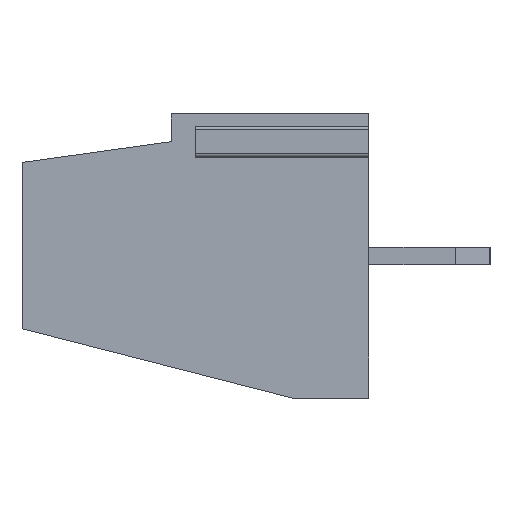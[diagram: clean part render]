
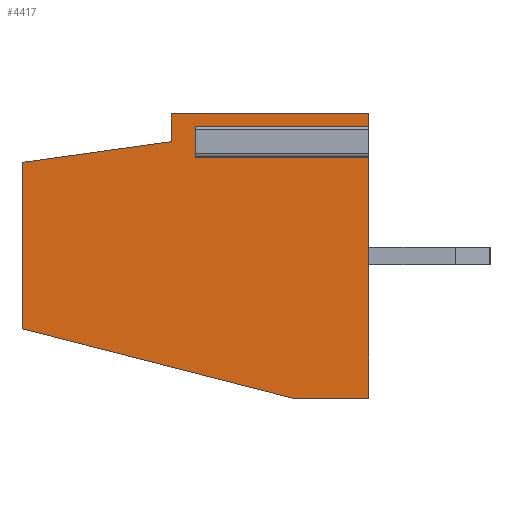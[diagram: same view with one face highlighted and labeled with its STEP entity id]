
A CAD part, left-side view. The second image highlights one B-rep face of the part: STEP entity #4417.
In plain terms, the highlighted planar face has unit normal (-1, 0, 0).
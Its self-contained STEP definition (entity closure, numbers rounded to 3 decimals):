
#72=DIRECTION('',(0.,0.,1.));
#73=VECTOR('',#72,0.85);
#74=CARTESIAN_POINT('',(-20.32,2.25,-1.225));
#75=LINE('',#74,#73);
#76=DIRECTION('',(0.,-1.,0.));
#77=VECTOR('',#76,5.);
#78=CARTESIAN_POINT('',(-20.32,2.25,-1.225));
#79=LINE('',#78,#77);
#80=DIRECTION('',(0.,0.,-1.));
#81=VECTOR('',#80,6.975);
#82=CARTESIAN_POINT('',(-20.32,-2.75,-1.225));
#83=LINE('',#82,#81);
#84=DIRECTION('',(0.,1.,0.));
#85=VECTOR('',#84,2.2);
#86=CARTESIAN_POINT('',(-20.32,-2.75,-8.2));
#87=LINE('',#86,#85);
#88=DIRECTION('',(0.,0.969,0.248));
#89=VECTOR('',#88,8.052);
#90=CARTESIAN_POINT('',(-20.32,-0.55,-8.2));
#91=LINE('',#90,#89);
#92=DIRECTION('',(0.,0.,1.));
#93=VECTOR('',#92,4.8);
#94=CARTESIAN_POINT('',(-20.32,7.25,-6.2));
#95=LINE('',#94,#93);
#96=DIRECTION('',(0.,-0.99,0.138));
#97=VECTOR('',#96,4.342);
#98=CARTESIAN_POINT('',(-20.32,7.25,-1.4));
#99=LINE('',#98,#97);
#100=DIRECTION('',(0.,0.,1.));
#101=VECTOR('',#100,0.8);
#102=CARTESIAN_POINT('',(-20.32,2.95,-0.8));
#103=LINE('',#102,#101);
#104=DIRECTION('',(0.,-1.,0.));
#105=VECTOR('',#104,5.7);
#106=CARTESIAN_POINT('',(-20.32,2.95,0.));
#107=LINE('',#106,#105);
#108=DIRECTION('',(0.,0.,-1.));
#109=VECTOR('',#108,0.375);
#110=CARTESIAN_POINT('',(-20.32,-2.75,0.));
#111=LINE('',#110,#109);
#112=DIRECTION('',(0.,-1.,0.));
#113=VECTOR('',#112,5.);
#114=CARTESIAN_POINT('',(-20.32,2.25,-0.375));
#115=LINE('',#114,#113);
#3336=CARTESIAN_POINT('',(-20.32,-2.75,-8.2));
#3337=CARTESIAN_POINT('',(-20.32,-0.55,-8.2));
#3338=VERTEX_POINT('',#3336);
#3339=VERTEX_POINT('',#3337);
#3340=CARTESIAN_POINT('',(-20.32,7.25,-6.2));
#3341=VERTEX_POINT('',#3340);
#3342=CARTESIAN_POINT('',(-20.32,7.25,-1.4));
#3343=VERTEX_POINT('',#3342);
#3344=CARTESIAN_POINT('',(-20.32,2.95,-0.8));
#3345=VERTEX_POINT('',#3344);
#3346=CARTESIAN_POINT('',(-20.32,2.95,0.));
#3347=VERTEX_POINT('',#3346);
#3348=CARTESIAN_POINT('',(-20.32,-2.75,0.));
#3349=VERTEX_POINT('',#3348);
#3412=CARTESIAN_POINT('',(-20.32,2.25,-1.225));
#3413=CARTESIAN_POINT('',(-20.32,2.25,-0.375));
#3414=VERTEX_POINT('',#3412);
#3415=VERTEX_POINT('',#3413);
#3416=CARTESIAN_POINT('',(-20.32,-2.75,-1.225));
#3417=VERTEX_POINT('',#3416);
#3418=CARTESIAN_POINT('',(-20.32,-2.75,-0.375));
#3419=VERTEX_POINT('',#3418);
#4388=CARTESIAN_POINT('',(-20.32,0.,0.));
#4389=DIRECTION('',(1.,0.,0.));
#4390=DIRECTION('',(0.,0.,-1.));
#4391=AXIS2_PLACEMENT_3D('',#4388,#4389,#4390);
#4392=PLANE('',#4391);
#4394=ORIENTED_EDGE('',*,*,#4393,.F.);
#4396=ORIENTED_EDGE('',*,*,#4395,.T.);
#4398=ORIENTED_EDGE('',*,*,#4397,.T.);
#4400=ORIENTED_EDGE('',*,*,#4399,.T.);
#4402=ORIENTED_EDGE('',*,*,#4401,.T.);
#4404=ORIENTED_EDGE('',*,*,#4403,.T.);
#4406=ORIENTED_EDGE('',*,*,#4405,.T.);
#4408=ORIENTED_EDGE('',*,*,#4407,.T.);
#4410=ORIENTED_EDGE('',*,*,#4409,.T.);
#4412=ORIENTED_EDGE('',*,*,#4411,.T.);
#4414=ORIENTED_EDGE('',*,*,#4413,.F.);
#4415=EDGE_LOOP('',(#4394,#4396,#4398,#4400,#4402,#4404,#4406,#4408,#4410,#4412,
#4414));
#4416=FACE_OUTER_BOUND('',#4415,.F.);
#4417=ADVANCED_FACE('',(#4416),#4392,.F.);
#4393=EDGE_CURVE('',#3414,#3415,#75,.T.);
#4395=EDGE_CURVE('',#3414,#3417,#79,.T.);
#4397=EDGE_CURVE('',#3417,#3338,#83,.T.);
#4399=EDGE_CURVE('',#3338,#3339,#87,.T.);
#4401=EDGE_CURVE('',#3339,#3341,#91,.T.);
#4403=EDGE_CURVE('',#3341,#3343,#95,.T.);
#4405=EDGE_CURVE('',#3343,#3345,#99,.T.);
#4407=EDGE_CURVE('',#3345,#3347,#103,.T.);
#4409=EDGE_CURVE('',#3347,#3349,#107,.T.);
#4411=EDGE_CURVE('',#3349,#3419,#111,.T.);
#4413=EDGE_CURVE('',#3415,#3419,#115,.T.);
